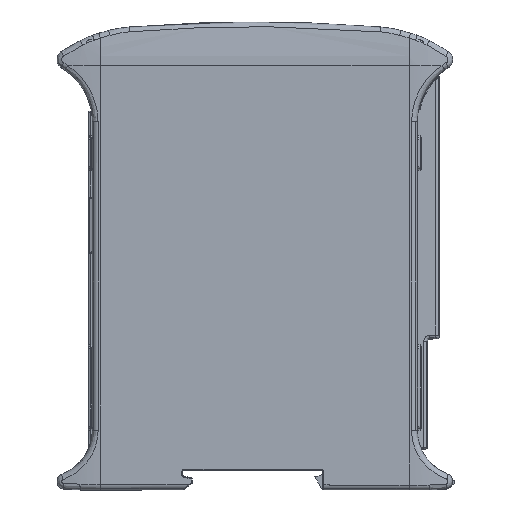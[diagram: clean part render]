
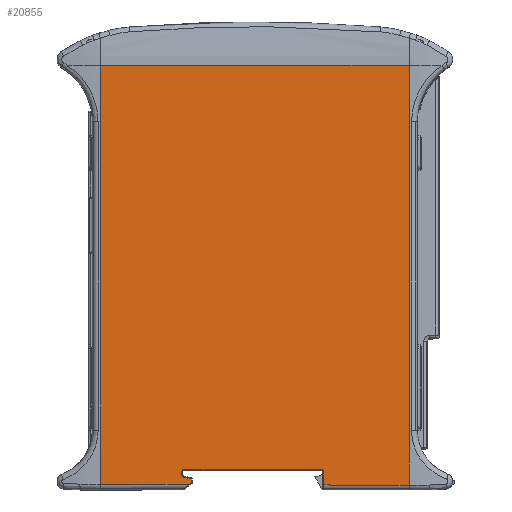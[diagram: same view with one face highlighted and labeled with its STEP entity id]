
A CAD part, left-side view. The second image highlights one B-rep face of the part: STEP entity #20855.
In plain terms, the highlighted planar face has unit normal (-1, 0, 0).
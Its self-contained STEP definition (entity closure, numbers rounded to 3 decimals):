
#93 = ORIENTED_EDGE ( 'NONE', *, *, #71316, .T. ) ;
#410 = LINE ( 'NONE', #12358, #4133 ) ;
#1507 = EDGE_CURVE ( 'NONE', #68922, #15705, #44004, .T. ) ;
#2611 = ORIENTED_EDGE ( 'NONE', *, *, #37129, .F. ) ;
#2689 = LINE ( 'NONE', #39479, #64884 ) ;
#2829 = CARTESIAN_POINT ( 'NONE',  ( -12.5, 18.1, 3.799 ) ) ;
#4133 = VECTOR ( 'NONE', #41873, 1000. ) ;
#4209 = EDGE_CURVE ( 'NONE', #15705, #72869, #410, .T. ) ;
#4716 = LINE ( 'NONE', #14156, #15025 ) ;
#5219 = LINE ( 'NONE', #26214, #54200 ) ;
#6376 = DIRECTION ( 'NONE',  ( 0., 0., 1. ) ) ;
#6453 = ORIENTED_EDGE ( 'NONE', *, *, #34124, .F. ) ;
#6798 = EDGE_CURVE ( 'NONE', #33975, #76427, #18108, .T. ) ;
#8143 = CARTESIAN_POINT ( 'NONE',  ( -12.5, -18.76, 1.5 ) ) ;
#8692 = CARTESIAN_POINT ( 'NONE',  ( -12.5, -17., 5.35 ) ) ;
#9165 = AXIS2_PLACEMENT_3D ( 'NONE', #24549, #74028, #33222 ) ;
#11465 = CARTESIAN_POINT ( 'NONE',  ( -12.5, 18.1, 5.35 ) ) ;
#11761 = EDGE_CURVE ( 'NONE', #56408, #55680, #19299, .T. ) ;
#11766 = LINE ( 'NONE', #8692, #54125 ) ;
#12358 = CARTESIAN_POINT ( 'NONE',  ( -12.5, -39.39, 108.39 ) ) ;
#13649 = CARTESIAN_POINT ( 'NONE',  ( -12.5, -17.5, 1.5 ) ) ;
#14156 = CARTESIAN_POINT ( 'NONE',  ( -12.5, 16.2, 2.851 ) ) ;
#14188 = LINE ( 'NONE', #48597, #44361 ) ;
#14342 = CARTESIAN_POINT ( 'NONE',  ( -12.5, 39.39, 108.39 ) ) ;
#14410 = CARTESIAN_POINT ( 'NONE',  ( -12.5, -18.76, 1.5 ) ) ;
#14667 = DIRECTION ( 'NONE',  ( 0., 0.223, -0.975 ) ) ;
#15025 = VECTOR ( 'NONE', #20976, 1000. ) ;
#15611 = VERTEX_POINT ( 'NONE', #11465 ) ;
#15705 = VERTEX_POINT ( 'NONE', #71242 ) ;
#16115 = VERTEX_POINT ( 'NONE', #23206 ) ;
#16808 = VERTEX_POINT ( 'NONE', #23883 ) ;
#18108 = LINE ( 'NONE', #13649, #26539 ) ;
#19003 = AXIS2_PLACEMENT_3D ( 'NONE', #2829, #68651, #14667 ) ;
#19299 = LINE ( 'NONE', #21675, #29676 ) ;
#20240 = ORIENTED_EDGE ( 'NONE', *, *, #64573, .T. ) ;
#20717 = DIRECTION ( 'NONE',  ( 1., 0., 0. ) ) ;
#20855 = ADVANCED_FACE ( 'NONE', ( #39667 ), #60554, .T. ) ;
#20976 = DIRECTION ( 'NONE',  ( 0., 0., -1. ) ) ;
#21268 = CARTESIAN_POINT ( 'NONE',  ( -12.5, -19.205, 1.269 ) ) ;
#21675 = CARTESIAN_POINT ( 'NONE',  ( -12.5, 16.767, 1.5 ) ) ;
#21685 = AXIS2_PLACEMENT_3D ( 'NONE', #56780, #20717, #62854 ) ;
#21942 = DIRECTION ( 'NONE',  ( 0., -0.8, 0.6 ) ) ;
#23206 = CARTESIAN_POINT ( 'NONE',  ( -12.5, -17., 5.35 ) ) ;
#23254 = ORIENTED_EDGE ( 'NONE', *, *, #65191, .T. ) ;
#23883 = CARTESIAN_POINT ( 'NONE',  ( -12.5, 18.212, 3.312 ) ) ;
#24549 = CARTESIAN_POINT ( 'NONE',  ( -12.5, -17., 4.85 ) ) ;
#25660 = EDGE_CURVE ( 'NONE', #64882, #15611, #57994, .T. ) ;
#26214 = CARTESIAN_POINT ( 'NONE',  ( -12.5, 39.39, 108.39 ) ) ;
#26435 = CARTESIAN_POINT ( 'NONE',  ( -12.5, 16.2, 2.851 ) ) ;
#26539 = VECTOR ( 'NONE', #54717, 1000. ) ;
#27805 = CARTESIAN_POINT ( 'NONE',  ( -12.5, 16.767, 1.5 ) ) ;
#27963 = VECTOR ( 'NONE', #74637, 1000. ) ;
#29676 = VECTOR ( 'NONE', #21942, 1000. ) ;
#31709 = ORIENTED_EDGE ( 'NONE', *, *, #55212, .T. ) ;
#32169 = DIRECTION ( 'NONE',  ( 0., 1., 0. ) ) ;
#33222 = DIRECTION ( 'NONE',  ( 0., 0., 1. ) ) ;
#33975 = VERTEX_POINT ( 'NONE', #41025 ) ;
#34124 = EDGE_CURVE ( 'NONE', #56408, #35767, #40885, .T. ) ;
#35767 = VERTEX_POINT ( 'NONE', #64001 ) ;
#35877 = CARTESIAN_POINT ( 'NONE',  ( -12.5, -18.76, 1.5 ) ) ;
#36583 = LINE ( 'NONE', #14410, #42256 ) ;
#36605 = ORIENTED_EDGE ( 'NONE', *, *, #58200, .F. ) ;
#36649 = DIRECTION ( 'NONE',  ( -1., 0., 0. ) ) ;
#37129 = EDGE_CURVE ( 'NONE', #61772, #55680, #4716, .T. ) ;
#37423 = DIRECTION ( 'NONE',  ( 0., -1., 0. ) ) ;
#37646 = AXIS2_PLACEMENT_3D ( 'NONE', #67163, #36649, #6376 ) ;
#38118 = DIRECTION ( 'NONE',  ( 0., 1., 0. ) ) ;
#38673 = CARTESIAN_POINT ( 'NONE',  ( -12.5, -19.114, 1.28 ) ) ;
#39479 = CARTESIAN_POINT ( 'NONE',  ( -12.5, 18.6, 4.85 ) ) ;
#39480 = CARTESIAN_POINT ( 'NONE',  ( -12.5, 39.39, 108.39 ) ) ;
#39667 = FACE_OUTER_BOUND ( 'NONE', #50484, .T. ) ;
#39966 = CARTESIAN_POINT ( 'NONE',  ( -12.5, 18.6, 3.799 ) ) ;
#40077 = DIRECTION ( 'NONE',  ( 0., 1., 0. ) ) ;
#40885 = LINE ( 'NONE', #64559, #75764 ) ;
#40912 = VERTEX_POINT ( 'NONE', #39966 ) ;
#41025 = CARTESIAN_POINT ( 'NONE',  ( -12.5, -17.5, 1.5 ) ) ;
#41307 = EDGE_CURVE ( 'NONE', #16115, #15611, #11766, .T. ) ;
#41873 = DIRECTION ( 'NONE',  ( 0., 0., -1. ) ) ;
#42256 = VECTOR ( 'NONE', #38118, 1000. ) ;
#43329 = ORIENTED_EDGE ( 'NONE', *, *, #41307, .F. ) ;
#43377 = ORIENTED_EDGE ( 'NONE', *, *, #47260, .F. ) ;
#44004 = LINE ( 'NONE', #14342, #27963 ) ;
#44361 = VECTOR ( 'NONE', #54132, 1000. ) ;
#46496 = VERTEX_POINT ( 'NONE', #35877 ) ;
#47260 = EDGE_CURVE ( 'NONE', #46496, #33975, #36583, .T. ) ;
#48597 = CARTESIAN_POINT ( 'NONE',  ( -12.5, 16.2, 2.851 ) ) ;
#50484 = EDGE_LOOP ( 'NONE', ( #75253, #50601, #6453, #69793, #2611, #93, #23254, #36605, #62814, #43329, #55959, #62160, #43377, #31709, #20240, #68395 ) ) ;
#50601 = ORIENTED_EDGE ( 'NONE', *, *, #60132, .T. ) ;
#54125 = VECTOR ( 'NONE', #32169, 1000. ) ;
#54132 = DIRECTION ( 'NONE',  ( 0., 0.975, 0.223 ) ) ;
#54200 = VECTOR ( 'NONE', #57255, 1000. ) ;
#54717 = DIRECTION ( 'NONE',  ( 0., 0., 1. ) ) ;
#55212 = EDGE_CURVE ( 'NONE', #46496, #61221, #74429, .T. ) ;
#55680 = VERTEX_POINT ( 'NONE', #74384 ) ;
#55959 = ORIENTED_EDGE ( 'NONE', *, *, #72459, .T. ) ;
#56408 = VERTEX_POINT ( 'NONE', #27805 ) ;
#56541 = CARTESIAN_POINT ( 'NONE',  ( -12.5, -18.938, 1.342 ) ) ;
#56780 = CARTESIAN_POINT ( 'NONE',  ( -12.5, 18.1, 4.85 ) ) ;
#57255 = DIRECTION ( 'NONE',  ( 0., 0., -1. ) ) ;
#57994 = CIRCLE ( 'NONE', #21685, 0.5 ) ;
#58200 = EDGE_CURVE ( 'NONE', #64882, #40912, #2689, .T. ) ;
#59743 = CARTESIAN_POINT ( 'NONE',  ( -12.5, -19.25, 1.269 ) ) ;
#60132 = EDGE_CURVE ( 'NONE', #68922, #35767, #5219, .T. ) ;
#60554 = PLANE ( 'NONE',  #37646 ) ;
#61221 = VERTEX_POINT ( 'NONE', #59743 ) ;
#61413 = CARTESIAN_POINT ( 'NONE',  ( -12.5, -39.39, 1.269 ) ) ;
#61772 = VERTEX_POINT ( 'NONE', #26435 ) ;
#62160 = ORIENTED_EDGE ( 'NONE', *, *, #6798, .F. ) ;
#62354 = CARTESIAN_POINT ( 'NONE',  ( -12.5, -19.25, 1.269 ) ) ;
#62460 = CARTESIAN_POINT ( 'NONE',  ( -12.5, 18.6, 4.85 ) ) ;
#62814 = ORIENTED_EDGE ( 'NONE', *, *, #25660, .T. ) ;
#62854 = DIRECTION ( 'NONE',  ( 0., 1., 0. ) ) ;
#64001 = CARTESIAN_POINT ( 'NONE',  ( -12.5, 39.39, 1.5 ) ) ;
#64559 = CARTESIAN_POINT ( 'NONE',  ( -12.5, 16.767, 1.5 ) ) ;
#64573 = EDGE_CURVE ( 'NONE', #61221, #72869, #77292, .T. ) ;
#64763 = DIRECTION ( 'NONE',  ( 0., 0., -1. ) ) ;
#64882 = VERTEX_POINT ( 'NONE', #62460 ) ;
#64884 = VECTOR ( 'NONE', #64763, 1000. ) ;
#65191 = EDGE_CURVE ( 'NONE', #16808, #40912, #67210, .T. ) ;
#66094 = CARTESIAN_POINT ( 'NONE',  ( -12.5, -17.5, 4.85 ) ) ;
#67163 = CARTESIAN_POINT ( 'NONE',  ( -12.5, 0., 57.619 ) ) ;
#67210 = CIRCLE ( 'NONE', #19003, 0.5 ) ;
#68395 = ORIENTED_EDGE ( 'NONE', *, *, #4209, .F. ) ;
#68651 = DIRECTION ( 'NONE',  ( 1., 0., 0. ) ) ;
#68922 = VERTEX_POINT ( 'NONE', #39480 ) ;
#69793 = ORIENTED_EDGE ( 'NONE', *, *, #11761, .T. ) ;
#70653 = CIRCLE ( 'NONE', #9165, 0.5 ) ;
#71242 = CARTESIAN_POINT ( 'NONE',  ( -12.5, -39.39, 108.39 ) ) ;
#71316 = EDGE_CURVE ( 'NONE', #61772, #16808, #14188, .T. ) ;
#72459 = EDGE_CURVE ( 'NONE', #16115, #76427, #70653, .T. ) ;
#72869 = VERTEX_POINT ( 'NONE', #61413 ) ;
#73979 = CARTESIAN_POINT ( 'NONE',  ( -12.5, -19.25, 1.269 ) ) ;
#74028 = DIRECTION ( 'NONE',  ( 1., 0., 0. ) ) ;
#74384 = CARTESIAN_POINT ( 'NONE',  ( -12.5, 16.2, 1.925 ) ) ;
#74429 = B_SPLINE_CURVE_WITH_KNOTS ( 'NONE', 3,
 ( #8143, #74738, #56541, #38673, #21268, #62354 ),
 .UNSPECIFIED., .F., .F.,
 ( 4, 1, 1, 4 ),
 ( 0., 0.509, 0.756, 1. ),
 .UNSPECIFIED. ) ;
#74637 = DIRECTION ( 'NONE',  ( 0., -1., 0. ) ) ;
#74738 = CARTESIAN_POINT ( 'NONE',  ( -12.5, -18.823, 1.429 ) ) ;
#75253 = ORIENTED_EDGE ( 'NONE', *, *, #1507, .F. ) ;
#75764 = VECTOR ( 'NONE', #40077, 1000. ) ;
#76373 = VECTOR ( 'NONE', #37423, 1000. ) ;
#76427 = VERTEX_POINT ( 'NONE', #66094 ) ;
#77292 = LINE ( 'NONE', #73979, #76373 ) ;
